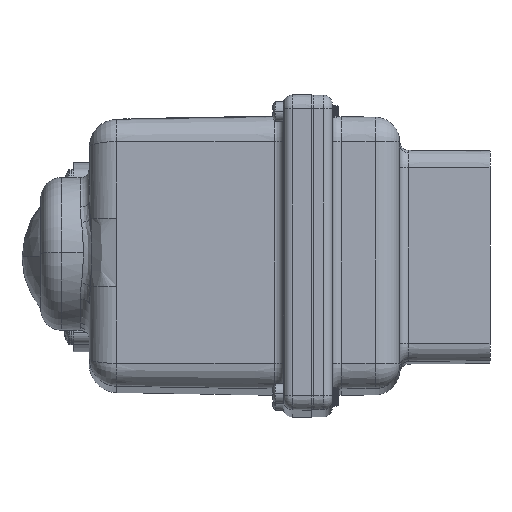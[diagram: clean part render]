
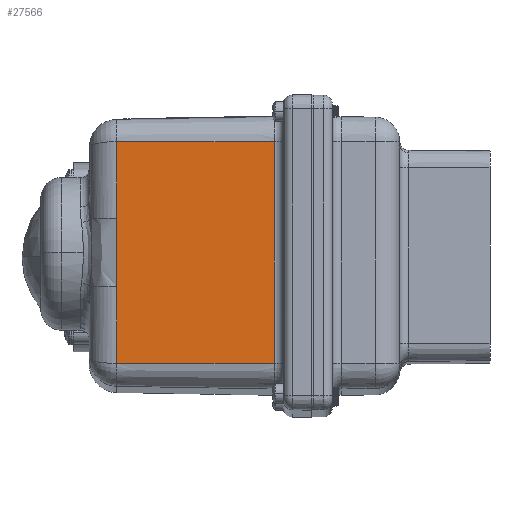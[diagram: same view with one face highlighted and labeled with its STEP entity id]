
A CAD part, left-side view. The second image highlights one B-rep face of the part: STEP entity #27566.
In plain terms, the highlighted planar face has unit normal (-1, 0.018, 0.015).
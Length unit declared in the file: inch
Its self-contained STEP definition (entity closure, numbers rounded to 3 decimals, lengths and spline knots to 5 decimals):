
#25 = CARTESIAN_POINT ( 'NONE',  ( -4.14886, 5.04279, -1.43496 ) ) ;
#1609 = CARTESIAN_POINT ( 'NONE',  ( -4.12041, 5.04279, 0.44724 ) ) ;
#1755 = CARTESIAN_POINT ( 'NONE',  ( -4.1308, 5.04749, -0.24535 ) ) ;
#2196 = CARTESIAN_POINT ( 'NONE',  ( -4.10359, 5.04279, 1.5597 ) ) ;
#3701 = DIRECTION ( 'NONE',  ( -0.017, -1., 0. ) ) ;
#4917 = VECTOR ( 'NONE', #3701, 39.37008 ) ;
#4925 = VERTEX_POINT ( 'NONE', #28173 ) ;
#4935 = CARTESIAN_POINT ( 'NONE',  ( -4.11925, 5.04279, 0.52419 ) ) ;
#5083 = CARTESIAN_POINT ( 'NONE',  ( -4.13321, 5.04279, -0.39945 ) ) ;
#5131 = DIRECTION ( 'NONE',  ( -0.017, -1., 0. ) ) ;
#6552 = ORIENTED_EDGE ( 'NONE', *, *, #16396, .T. ) ;
#6654 = VERTEX_POINT ( 'NONE', #25 ) ;
#8282 = CARTESIAN_POINT ( 'NONE',  ( -4.12149, 5.04747, 0.37031 ) ) ;
#8904 = LINE ( 'NONE', #13836, #26515 ) ;
#9321 = FACE_OUTER_BOUND ( 'NONE', #21112, .T. ) ;
#9694 = VERTEX_POINT ( 'NONE', #2196 ) ;
#11576 = CARTESIAN_POINT ( 'NONE',  ( -4.12367, 5.05564, 0.21646 ) ) ;
#11672 = ORIENTED_EDGE ( 'NONE', *, *, #15366, .T. ) ;
#11838 = CARTESIAN_POINT ( 'NONE',  ( -4.16552, 2.79125, 0.06297 ) ) ;
#13637 = EDGE_CURVE ( 'NONE', #6654, #4925, #28414, .T. ) ;
#13689 = CARTESIAN_POINT ( 'NONE',  ( -4.14289, 2.79125, 1.5603 ) ) ;
#13795 = VERTEX_POINT ( 'NONE', #18879 ) ;
#13836 = CARTESIAN_POINT ( 'NONE',  ( -4.16338, 2.91407, 0.06294 ) ) ;
#14955 = CARTESIAN_POINT ( 'NONE',  ( -4.12536, 5.05914, 0.10104 ) ) ;
#15204 = DIRECTION ( 'NONE',  ( -0.017, -1., 0. ) ) ;
#15299 = LINE ( 'NONE', #19497, #40668 ) ;
#15366 = EDGE_CURVE ( 'NONE', #13795, #6654, #15299, .T. ) ;
#16396 = EDGE_CURVE ( 'NONE', #25872, #13795, #27085, .T. ) ;
#16908 = VERTEX_POINT ( 'NONE', #40622 ) ;
#18288 = CARTESIAN_POINT ( 'NONE',  ( -4.12712, 5.05838, -0.0144 ) ) ;
#18770 = CARTESIAN_POINT ( 'NONE',  ( -4.14886, 5.04279, -1.43496 ) ) ;
#18879 = CARTESIAN_POINT ( 'NONE',  ( -4.13321, 5.04279, -0.39945 ) ) ;
#19497 = CARTESIAN_POINT ( 'NONE',  ( -4.14886, 5.04279, -1.43496 ) ) ;
#20143 = CARTESIAN_POINT ( 'NONE',  ( -4.11925, 5.04279, 0.52419 ) ) ;
#21112 = EDGE_LOOP ( 'NONE', ( #39660, #40476, #27243, #36823, #6552, #11672 ) ) ;
#21611 = CARTESIAN_POINT ( 'NONE',  ( -4.12894, 5.05371, -0.12987 ) ) ;
#22525 = LINE ( 'NONE', #13689, #4917 ) ;
#23521 = AXIS2_PLACEMENT_3D ( 'NONE', #11838, #35011, #15204 ) ;
#24924 = CARTESIAN_POINT ( 'NONE',  ( -4.13204, 5.04279, -0.32232 ) ) ;
#24959 = EDGE_CURVE ( 'NONE', #9694, #25872, #41199, .T. ) ;
#25872 = VERTEX_POINT ( 'NONE', #20143 ) ;
#26515 = VECTOR ( 'NONE', #30210, 39.37008 ) ;
#27085 = B_SPLINE_CURVE_WITH_KNOTS ( 'NONE', 3,
 ( #4935, #1609, #8282, #31444, #11576, #34773, #14955, #38069, #18288, #41467, #21611, #1755, #24924, #5083 ),
 .UNSPECIFIED., .F., .F.,
 ( 4, 2, 2, 2, 2, 2, 4 ),
 ( 0., 0.00586, 0.0088, 0.01173, 0.01466, 0.01759, 0.02346 ),
 .UNSPECIFIED. ) ;
#27243 = ORIENTED_EDGE ( 'NONE', *, *, #33519, .F. ) ;
#27566 = ADVANCED_FACE ( 'NONE', ( #9321 ), #28217, .T. ) ;
#28173 = CARTESIAN_POINT ( 'NONE',  ( -4.18601, 2.91407, -1.43439 ) ) ;
#28217 = PLANE ( 'NONE',  #23521 ) ;
#28297 = CARTESIAN_POINT ( 'NONE',  ( -4.18816, 2.79125, -1.43436 ) ) ;
#28414 = LINE ( 'NONE', #28297, #36156 ) ;
#28606 = DIRECTION ( 'NONE',  ( -0.015, 0., -1. ) ) ;
#30210 = DIRECTION ( 'NONE',  ( 0.015, 0., 1. ) ) ;
#31444 = CARTESIAN_POINT ( 'NONE',  ( -4.12313, 5.05369, 0.25492 ) ) ;
#32370 = VECTOR ( 'NONE', #28606, 39.37008 ) ;
#33519 = EDGE_CURVE ( 'NONE', #9694, #16908, #22525, .T. ) ;
#34773 = CARTESIAN_POINT ( 'NONE',  ( -4.12479, 5.05837, 0.13952 ) ) ;
#35011 = DIRECTION ( 'NONE',  ( -1., 0.017, 0.015 ) ) ;
#35080 = EDGE_CURVE ( 'NONE', #4925, #16908, #8904, .T. ) ;
#36156 = VECTOR ( 'NONE', #5131, 39.37008 ) ;
#36823 = ORIENTED_EDGE ( 'NONE', *, *, #24959, .T. ) ;
#38069 = CARTESIAN_POINT ( 'NONE',  ( -4.12652, 5.05915, 0.02409 ) ) ;
#39660 = ORIENTED_EDGE ( 'NONE', *, *, #13637, .T. ) ;
#40476 = ORIENTED_EDGE ( 'NONE', *, *, #35080, .T. ) ;
#40622 = CARTESIAN_POINT ( 'NONE',  ( -4.14075, 2.91407, 1.56026 ) ) ;
#40668 = VECTOR ( 'NONE', #42673, 39.37008 ) ;
#41199 = LINE ( 'NONE', #18770, #32370 ) ;
#41467 = CARTESIAN_POINT ( 'NONE',  ( -4.12833, 5.05566, -0.09138 ) ) ;
#42673 = DIRECTION ( 'NONE',  ( -0.015, 0., -1. ) ) ;
